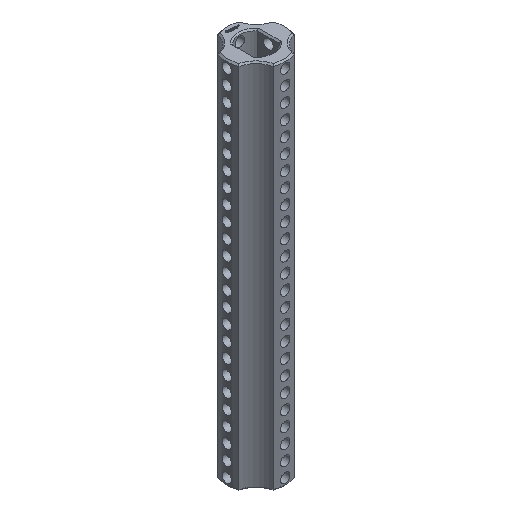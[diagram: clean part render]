
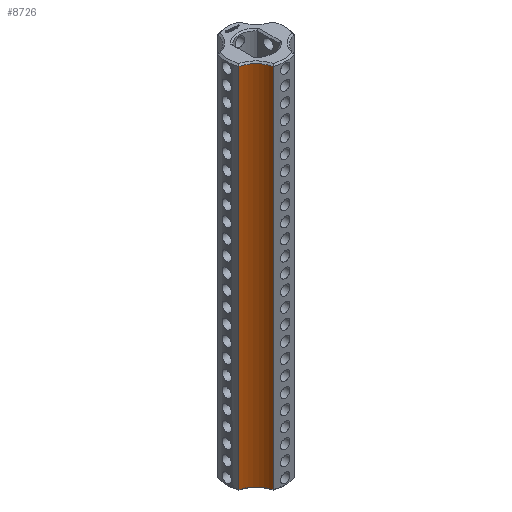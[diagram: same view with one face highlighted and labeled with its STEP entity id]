
A CAD part, isometric view. The second image highlights one B-rep face of the part: STEP entity #8726.
In plain terms, the highlighted cylindrical face has radius 5 mm (diameter 10 mm), a partial arc.
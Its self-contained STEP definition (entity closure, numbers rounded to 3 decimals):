
#2699 = EDGE_CURVE('',#2700,#2702,#2704,.T.);
#2700 = VERTEX_POINT('',#2701);
#2701 = CARTESIAN_POINT('',(-2.225,-5.841,0.3));
#2702 = VERTEX_POINT('',#2703);
#2703 = CARTESIAN_POINT('',(-2.225,-5.841,77.825));
#2704 = LINE('',#2705,#2706);
#2705 = CARTESIAN_POINT('',(-2.225,-5.841,0.));
#2706 = VECTOR('',#2707,1.);
#2707 = DIRECTION('',(0.,0.,1.));
#8726 = ADVANCED_FACE('',(#8727),#8754,.F.);
#8727 = FACE_BOUND('',#8728,.T.);
#8728 = EDGE_LOOP('',(#8729,#8730,#8739,#8747));
#8729 = ORIENTED_EDGE('',*,*,#2699,.T.);
#8730 = ORIENTED_EDGE('',*,*,#8731,.T.);
#8731 = EDGE_CURVE('',#2702,#8732,#8734,.T.);
#8732 = VERTEX_POINT('',#8733);
#8733 = CARTESIAN_POINT('',(-5.841,-2.225,77.825));
#8734 = CIRCLE('',#8735,5.);
#8735 = AXIS2_PLACEMENT_3D('',#8736,#8737,#8738);
#8736 = CARTESIAN_POINT('',(-7.071,-7.071,77.825));
#8737 = DIRECTION('',(0.,-0.,1.));
#8738 = DIRECTION('',(0.969,0.246,0.));
#8739 = ORIENTED_EDGE('',*,*,#8740,.F.);
#8740 = EDGE_CURVE('',#8741,#8732,#8743,.T.);
#8741 = VERTEX_POINT('',#8742);
#8742 = CARTESIAN_POINT('',(-5.841,-2.225,0.3));
#8743 = LINE('',#8744,#8745);
#8744 = CARTESIAN_POINT('',(-5.841,-2.225,0.));
#8745 = VECTOR('',#8746,1.);
#8746 = DIRECTION('',(0.,0.,1.));
#8747 = ORIENTED_EDGE('',*,*,#8748,.F.);
#8748 = EDGE_CURVE('',#2700,#8741,#8749,.T.);
#8749 = CIRCLE('',#8750,5.);
#8750 = AXIS2_PLACEMENT_3D('',#8751,#8752,#8753);
#8751 = CARTESIAN_POINT('',(-7.071,-7.071,0.3));
#8752 = DIRECTION('',(0.,-0.,1.));
#8753 = DIRECTION('',(0.969,0.246,0.));
#8754 = CYLINDRICAL_SURFACE('',#8755,5.);
#8755 = AXIS2_PLACEMENT_3D('',#8756,#8757,#8758);
#8756 = CARTESIAN_POINT('',(-7.071,-7.071,0.));
#8757 = DIRECTION('',(-0.,-0.,-1.));
#8758 = DIRECTION('',(1.,0.,0.));
